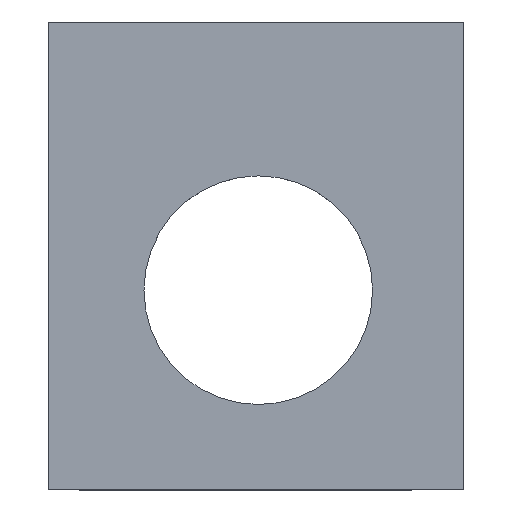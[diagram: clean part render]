
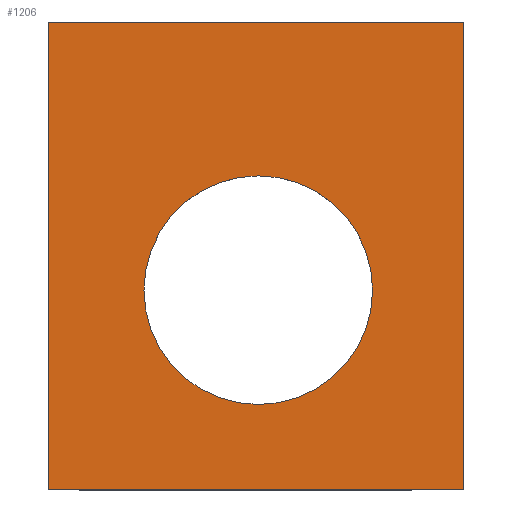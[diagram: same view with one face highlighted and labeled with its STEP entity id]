
A CAD part, top view. The second image highlights one B-rep face of the part: STEP entity #1206.
In plain terms, the highlighted planar face has unit normal (0, 0, 1).
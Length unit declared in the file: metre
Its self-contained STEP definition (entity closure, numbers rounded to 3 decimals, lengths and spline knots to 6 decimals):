
#38=CIRCLE('',#1299,0.011);
#370=ORIENTED_EDGE('',*,*,#538,.F.);
#371=ORIENTED_EDGE('',*,*,#571,.T.);
#372=ORIENTED_EDGE('',*,*,#544,.T.);
#373=ORIENTED_EDGE('',*,*,#568,.F.);
#374=ORIENTED_EDGE('',*,*,#578,.F.);
#538=EDGE_CURVE('',#678,#679,#786,.T.);
#544=EDGE_CURVE('',#683,#682,#792,.T.);
#568=EDGE_CURVE('',#679,#682,#813,.F.);
#571=EDGE_CURVE('',#678,#683,#816,.F.);
#578=EDGE_CURVE('',#695,#695,#38,.F.);
#678=VERTEX_POINT('',#2052);
#679=VERTEX_POINT('',#2054);
#682=VERTEX_POINT('',#2063);
#683=VERTEX_POINT('',#2065);
#695=VERTEX_POINT('',#2165);
#786=LINE('',#2053,#911);
#792=LINE('',#2064,#917);
#813=LINE('',#2120,#938);
#816=LINE('',#2124,#941);
#911=VECTOR('',#1489,1.);
#917=VECTOR('',#1497,1.);
#938=VECTOR('',#1538,1.);
#941=VECTOR('',#1543,1.);
#1008=EDGE_LOOP('',(#370,#371,#372,#373));
#1009=EDGE_LOOP('',(#374));
#1087=FACE_BOUND('',#1008,.T.);
#1088=FACE_BOUND('',#1009,.T.);
#1146=PLANE('',#1298);
#1206=ADVANCED_FACE('',(#1087,#1088),#1146,.T.);
#1298=AXIS2_PLACEMENT_3D('',#2163,#1573,#1574);
#1299=AXIS2_PLACEMENT_3D('',#2164,#1575,#1576);
#1489=DIRECTION('',(1.,0.,0.));
#1497=DIRECTION('',(1.,0.,0.));
#1538=DIRECTION('',(0.,1.,0.));
#1543=DIRECTION('',(0.,1.,0.));
#1573=DIRECTION('',(0.,0.,1.));
#1574=DIRECTION('',(1.,0.,0.));
#1575=DIRECTION('',(0.,0.,-1.));
#1576=DIRECTION('',(-1.,0.,0.));
#2052=CARTESIAN_POINT('',(-0.02,0.0225,0.));
#2053=CARTESIAN_POINT('',(-0.001,0.0225,0.));
#2054=CARTESIAN_POINT('',(0.02,0.0225,0.));
#2063=CARTESIAN_POINT('',(0.02,-0.0225,0.));
#2064=CARTESIAN_POINT('',(-0.001,-0.0225,0.));
#2065=CARTESIAN_POINT('',(-0.02,-0.0225,0.));
#2120=CARTESIAN_POINT('',(0.02,0.,0.));
#2124=CARTESIAN_POINT('',(-0.02,0.,0.));
#2163=CARTESIAN_POINT('',(-0.001,0.,0.));
#2164=CARTESIAN_POINT('',(0.00022,-0.0033,0.));
#2165=CARTESIAN_POINT('',(-0.01078,-0.0033,0.));
